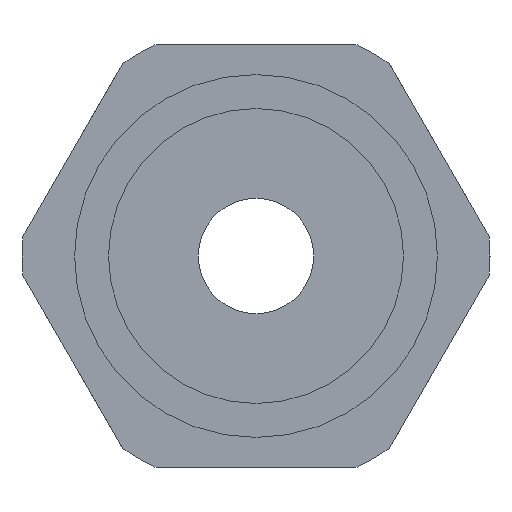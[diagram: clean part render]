
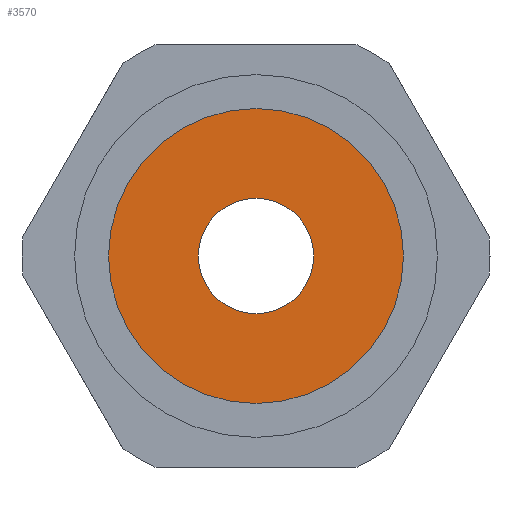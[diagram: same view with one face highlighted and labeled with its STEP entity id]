
A CAD part, front view. The second image highlights one B-rep face of the part: STEP entity #3570.
In plain terms, the highlighted face is planar.
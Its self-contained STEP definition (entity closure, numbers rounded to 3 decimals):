
#3220=CARTESIAN_POINT('',(0.,0.,29.5));
#3230=DIRECTION('',(0.,0.,-1.));
#3240=DIRECTION('',(1.,0.,0.));
#3250=AXIS2_PLACEMENT_3D('',#3220,#3230,#3240);
#3260=PLANE('',#3250);
#3270=CARTESIAN_POINT('',(0.,0.,29.5));
#3280=DIRECTION('',(0.,0.,1.));
#3290=DIRECTION('',(-1.,0.,0.));
#3300=AXIS2_PLACEMENT_3D('',#3270,#3280,#3290);
#3310=CIRCLE('',#3300,11.5);
#3320=CARTESIAN_POINT('',(-11.5,0.,29.5));
#3330=VERTEX_POINT('',#3320);
#3340=CARTESIAN_POINT('',(11.5,0.,29.5));
#3350=VERTEX_POINT('',#3340);
#3360=EDGE_CURVE('',#3330,#3350,#3310,.T.);
#3370=ORIENTED_EDGE('',*,*,#3360,.T.);
#3380=EDGE_CURVE('',#3350,#3330,#3310,.T.);
#3390=ORIENTED_EDGE('',*,*,#3380,.T.);
#3400=EDGE_LOOP('',(#3390,#3370));
#3410=FACE_OUTER_BOUND('',#3400,.T.);
#3420=CARTESIAN_POINT('',(0.,0.,29.5));
#3430=DIRECTION('',(0.,0.,-1.));
#3440=DIRECTION('',(-1.,0.,0.));
#3450=AXIS2_PLACEMENT_3D('',#3420,#3430,#3440);
#3460=CIRCLE('',#3450,4.5);
#3470=CARTESIAN_POINT('',(-4.5,0.,29.5));
#3480=VERTEX_POINT('',#3470);
#3490=CARTESIAN_POINT('',(4.5,0.,29.5));
#3500=VERTEX_POINT('',#3490);
#3510=EDGE_CURVE('',#3480,#3500,#3460,.T.);
#3520=ORIENTED_EDGE('',*,*,#3510,.T.);
#3530=EDGE_CURVE('',#3500,#3480,#3460,.T.);
#3540=ORIENTED_EDGE('',*,*,#3530,.T.);
#3550=EDGE_LOOP('',(#3540,#3520));
#3560=FACE_BOUND('',#3550,.T.);
#3570=ADVANCED_FACE('',(#3410,#3560),#3260,.F.);
